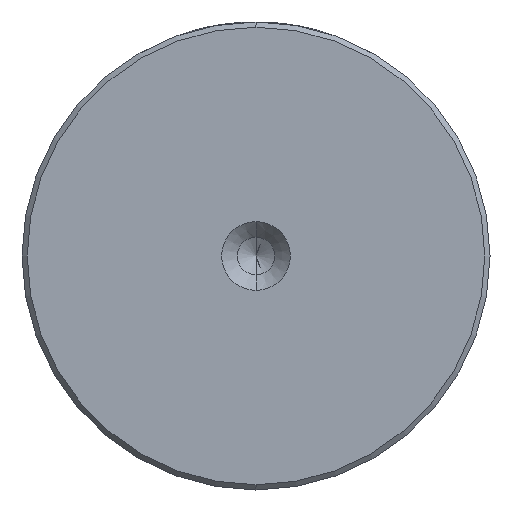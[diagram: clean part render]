
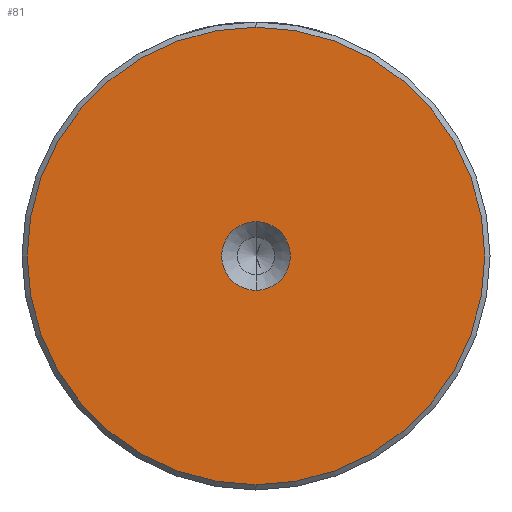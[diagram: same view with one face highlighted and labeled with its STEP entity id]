
A CAD part, left-side view. The second image highlights one B-rep face of the part: STEP entity #81.
In plain terms, the highlighted planar face has unit normal (-1, 0, 0).
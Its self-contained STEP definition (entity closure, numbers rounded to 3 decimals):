
#3 = DIRECTION ( 'NONE',  ( -1., 0., 0. ) ) ;
#51 = FACE_BOUND ( 'NONE', #2132, .T. ) ;
#81 = ADVANCED_FACE ( 'NONE', ( #2711, #51 ), #1557, .T. ) ;
#138 = VERTEX_POINT ( 'NONE', #1064 ) ;
#285 = DIRECTION ( 'NONE',  ( -1., 0., 0. ) ) ;
#304 = CARTESIAN_POINT ( 'NONE',  ( 0., 0., 3.3 ) ) ;
#661 = ORIENTED_EDGE ( 'NONE', *, *, #2743, .F. ) ;
#717 = VERTEX_POINT ( 'NONE', #2322 ) ;
#771 = CIRCLE ( 'NONE', #1530, 22. ) ;
#772 = CARTESIAN_POINT ( 'NONE',  ( 0., 0., -22. ) ) ;
#830 = ORIENTED_EDGE ( 'NONE', *, *, #2004, .F. ) ;
#898 = CIRCLE ( 'NONE', #1081, 3.3 ) ;
#1064 = CARTESIAN_POINT ( 'NONE',  ( 0., 0., 22. ) ) ;
#1075 = CARTESIAN_POINT ( 'NONE',  ( 0., 0., 0. ) ) ;
#1081 = AXIS2_PLACEMENT_3D ( 'NONE', #2722, #1186, #2968 ) ;
#1182 = AXIS2_PLACEMENT_3D ( 'NONE', #3043, #1511, #3300 ) ;
#1183 = AXIS2_PLACEMENT_3D ( 'NONE', #2078, #285, #2086 ) ;
#1186 = DIRECTION ( 'NONE',  ( -1., 0., 0. ) ) ;
#1291 = VERTEX_POINT ( 'NONE', #304 ) ;
#1329 = DIRECTION ( 'NONE',  ( 0., 0., 1. ) ) ;
#1511 = DIRECTION ( 'NONE',  ( -1., 0., 0. ) ) ;
#1530 = AXIS2_PLACEMENT_3D ( 'NONE', #1075, #2859, #1329 ) ;
#1533 = CARTESIAN_POINT ( 'NONE',  ( 0., 0., 0. ) ) ;
#1557 = PLANE ( 'NONE',  #1183 ) ;
#1805 = DIRECTION ( 'NONE',  ( 0., 0., 1. ) ) ;
#2004 = EDGE_CURVE ( 'NONE', #1291, #717, #2761, .T. ) ;
#2078 = CARTESIAN_POINT ( 'NONE',  ( 0., 0., 0. ) ) ;
#2086 = DIRECTION ( 'NONE',  ( 0., 0., 1. ) ) ;
#2097 = EDGE_CURVE ( 'NONE', #138, #2938, #2590, .T. ) ;
#2132 = EDGE_LOOP ( 'NONE', ( #830, #661 ) ) ;
#2286 = EDGE_LOOP ( 'NONE', ( #2673, #2846 ) ) ;
#2322 = CARTESIAN_POINT ( 'NONE',  ( 0., 0., -3.3 ) ) ;
#2590 = CIRCLE ( 'NONE', #1182, 22. ) ;
#2673 = ORIENTED_EDGE ( 'NONE', *, *, #3064, .T. ) ;
#2711 = FACE_OUTER_BOUND ( 'NONE', #2286, .T. ) ;
#2722 = CARTESIAN_POINT ( 'NONE',  ( 0., 0., 0. ) ) ;
#2743 = EDGE_CURVE ( 'NONE', #717, #1291, #898, .T. ) ;
#2761 = CIRCLE ( 'NONE', #3293, 3.3 ) ;
#2846 = ORIENTED_EDGE ( 'NONE', *, *, #2097, .T. ) ;
#2859 = DIRECTION ( 'NONE',  ( -1., 0., 0. ) ) ;
#2938 = VERTEX_POINT ( 'NONE', #772 ) ;
#2968 = DIRECTION ( 'NONE',  ( 0., 0., 1. ) ) ;
#3043 = CARTESIAN_POINT ( 'NONE',  ( 0., 0., 0. ) ) ;
#3064 = EDGE_CURVE ( 'NONE', #2938, #138, #771, .T. ) ;
#3293 = AXIS2_PLACEMENT_3D ( 'NONE', #1533, #3, #1805 ) ;
#3300 = DIRECTION ( 'NONE',  ( 0., 0., 1. ) ) ;
